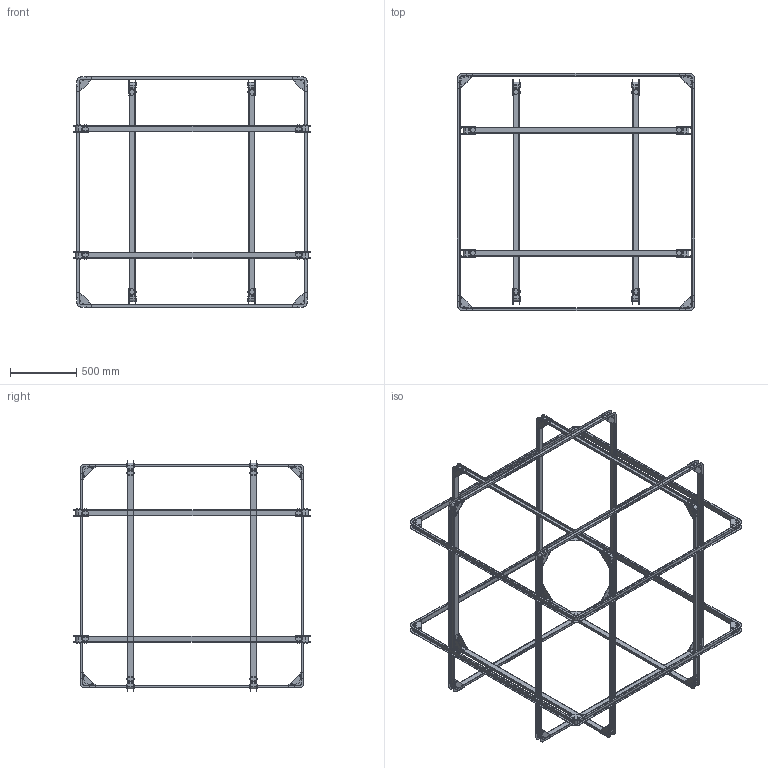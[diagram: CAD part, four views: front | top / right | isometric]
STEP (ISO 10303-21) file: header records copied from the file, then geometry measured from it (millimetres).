
FILE_DESCRIPTION(/* description */ ('Alibre Inc.'),/* implementation_level */ '2;1');
FILE_NAME(/* name */ 'export-AB83B199-10C3-4631-9816-973FA7B3E1DA',/* time_stamp */ '2022-03-28T22:04:16+03:00',/* author */ (''),/* organization */ (''),/* preprocessor_version */ 'ST-DEVELOPER v17',/* originating_system */ 'Alibre',/* authorisation */ '');
FILE_SCHEMA (('CONFIG_CONTROL_DESIGN'));
Length unit declared in the file: millimetre
Bounding box: 1786.01 x 1786.01 x 1736.01 mm (x, y, z)
Volume: 7711315.9 mm3; surface area: 7588675.1 mm2
Topology: 96 solids, 96 shells, 4032 faces, 11520 edges, 7680 vertices
Faces by surface type: plane 2496, cylinder 1536
Full cylindrical faces by diameter (mm): 4.2 x384
Entity records: 7892 total; most frequent: CARTESIAN_POINT 1112, DIRECTION 1059, ORIENTED_EDGE 1004, EDGE_CURVE 502, AXIS2_PLACEMENT_3D 412, VERTEX_POINT 356, VECTOR 344, LINE 344
